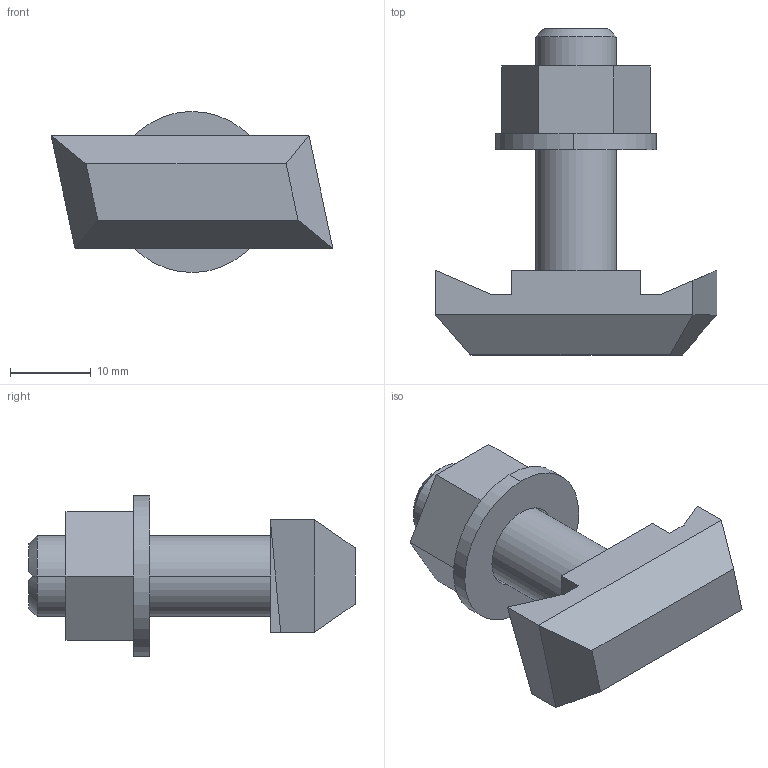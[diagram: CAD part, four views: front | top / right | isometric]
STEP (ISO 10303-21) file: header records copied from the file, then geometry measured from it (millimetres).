
FILE_DESCRIPTION (( 'STEP AP214' ), '1' );
FILE_NAME ('1148118.stp', '2017-09-05T09:40:51', ( '' ), ( '' ), 'SwSTEP 2.0', 'SolidWorks 2016', '' );
FILE_SCHEMA (( 'AUTOMOTIVE_DESIGN' ));
Length unit declared in the file: millimetre
Products named in the file (4): 018964_Hexagon Nut ISO - 4032 - M10 - D - N; 018962_Flache Scheibe ISO 7089 - 10; 106480_M10x30; 1148118
Assembly tree (3 placements, depth 2):
  1148118
    106480_M10x30
    018962_Flache Scheibe ISO 7089 - 10
    018964_Hexagon Nut ISO - 4032 - M10 - D - N
Bounding box: 35 x 40.5 x 19.99 mm (x, y, z)
Volume: 7675.6 mm3; surface area: 4215 mm2
Topology: 3 solids, 3 shells, 40 faces, 91 edges, 58 vertices
Faces by surface type: plane 30, cylinder 8, cone 2
Entity records: 1275 total; most frequent: CARTESIAN_POINT 207, DIRECTION 197, ORIENTED_EDGE 182, EDGE_CURVE 91, LINE 69, VECTOR 69, AXIS2_PLACEMENT_3D 64, VERTEX_POINT 58
